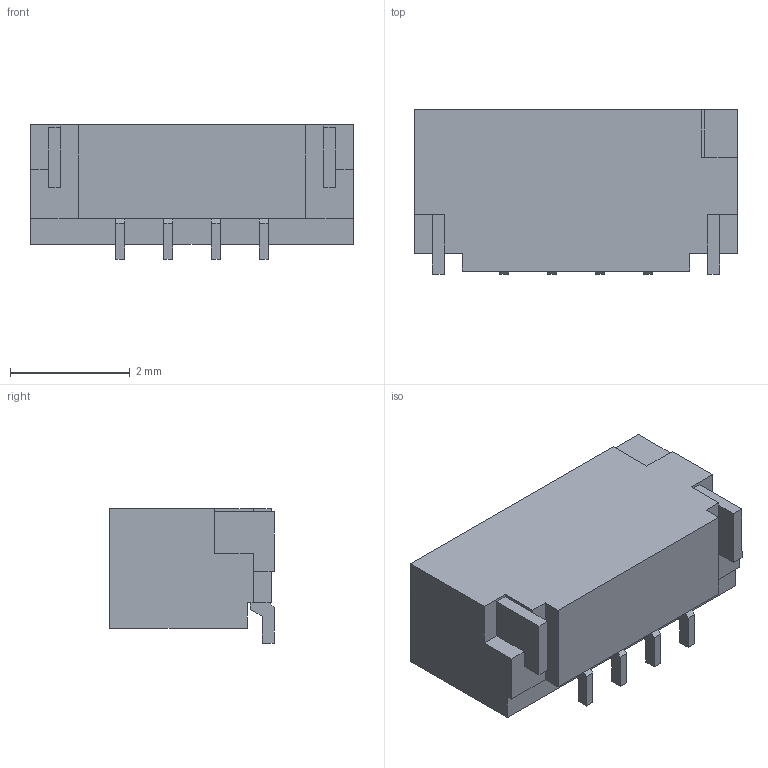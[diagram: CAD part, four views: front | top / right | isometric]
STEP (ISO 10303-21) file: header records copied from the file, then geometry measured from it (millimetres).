
FILE_DESCRIPTION (( 'STEP AP214' ), '1' );
FILE_NAME ('JST BM04B-SURS-TF.STEP', '2015-11-28T23:37:23', ( '' ), ( '' ), 'SwSTEP 2.0', 'SolidWorks 2015', '' );
FILE_SCHEMA (( 'AUTOMOTIVE_DESIGN' ));
Length unit declared in the file: millimetre
Products named in the file (1): JST BM04B-SURS-TF
Bounding box: 5.4 x 2.75 x 2.25 mm (x, y, z)
Volume: 19.7 mm3; surface area: 81.5 mm2
Topology: 1 solids, 1 shells, 76 faces, 205 edges, 136 vertices
Faces by surface type: plane 76
Entity records: 3203 total; most frequent: CARTESIAN_POINT 418, ORIENTED_EDGE 410, DIRECTION 359, EDGE_CURVE 205, LINE 205, VECTOR 205, VERTEX_POINT 136, EDGE_LOOP 81
